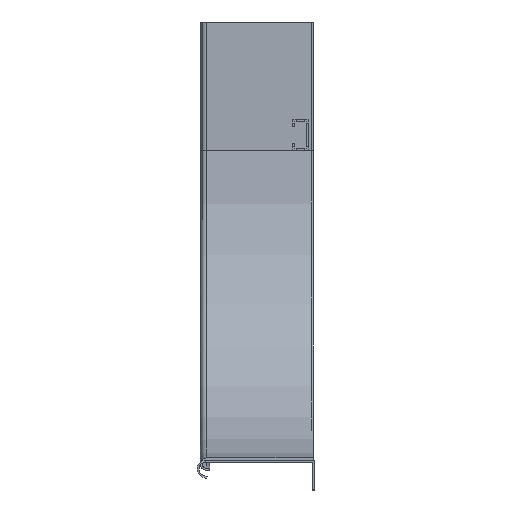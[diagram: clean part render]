
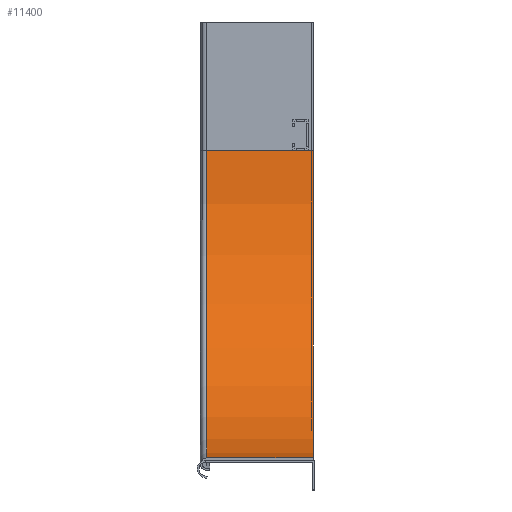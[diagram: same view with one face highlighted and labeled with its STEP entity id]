
A CAD part, left-side view. The second image highlights one B-rep face of the part: STEP entity #11400.
In plain terms, the highlighted cylindrical face has radius 300 mm (diameter 600 mm), a partial arc.
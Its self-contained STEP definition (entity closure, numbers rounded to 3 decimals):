
#458 = CARTESIAN_POINT ( 'NONE',  ( 300., 104., -125. ) ) ;
#1428 = DIRECTION ( 'NONE',  ( 0., 0., -1. ) ) ;
#1506 = DIRECTION ( 'NONE',  ( 0., 0., -1. ) ) ;
#2024 = EDGE_LOOP ( 'NONE', ( #12124, #2080, #10829, #9268 ) ) ;
#2080 = ORIENTED_EDGE ( 'NONE', *, *, #4820, .T. ) ;
#2199 = CARTESIAN_POINT ( 'NONE',  ( 300., 3., -425. ) ) ;
#2304 = CARTESIAN_POINT ( 'NONE',  ( 300., 0., -125. ) ) ;
#2438 = VECTOR ( 'NONE', #10223, 1000. ) ;
#2746 = VERTEX_POINT ( 'NONE', #3664 ) ;
#2877 = LINE ( 'NONE', #2199, #2438 ) ;
#3262 = CIRCLE ( 'NONE', #6686, 300. ) ;
#3664 = CARTESIAN_POINT ( 'NONE',  ( 300., 104., -425. ) ) ;
#3779 = DIRECTION ( 'NONE',  ( 0., 1., 0. ) ) ;
#4663 = CYLINDRICAL_SURFACE ( 'NONE', #12063, 300. ) ;
#4768 = FACE_OUTER_BOUND ( 'NONE', #2024, .T. ) ;
#4820 = EDGE_CURVE ( 'NONE', #8356, #6971, #11189, .T. ) ;
#4868 = CARTESIAN_POINT ( 'NONE',  ( 0., 0., -125. ) ) ;
#5741 = CARTESIAN_POINT ( 'NONE',  ( 0., 3., -125. ) ) ;
#6283 = CARTESIAN_POINT ( 'NONE',  ( 0., 104., -125. ) ) ;
#6686 = AXIS2_PLACEMENT_3D ( 'NONE', #458, #7470, #1506 ) ;
#6971 = VERTEX_POINT ( 'NONE', #10825 ) ;
#7378 = EDGE_CURVE ( 'NONE', #9282, #2746, #3262, .T. ) ;
#7402 = DIRECTION ( 'NONE',  ( 0., -1., 0. ) ) ;
#7470 = DIRECTION ( 'NONE',  ( 0., -1., 0. ) ) ;
#7567 = AXIS2_PLACEMENT_3D ( 'NONE', #2304, #10408, #11672 ) ;
#8356 = VERTEX_POINT ( 'NONE', #4868 ) ;
#9268 = ORIENTED_EDGE ( 'NONE', *, *, #7378, .F. ) ;
#9282 = VERTEX_POINT ( 'NONE', #6283 ) ;
#9398 = EDGE_CURVE ( 'NONE', #6971, #2746, #2877, .T. ) ;
#9424 = CARTESIAN_POINT ( 'NONE',  ( 300., 0., -125. ) ) ;
#9781 = EDGE_CURVE ( 'NONE', #8356, #9282, #12676, .T. ) ;
#10223 = DIRECTION ( 'NONE',  ( 0., 1., 0. ) ) ;
#10408 = DIRECTION ( 'NONE',  ( 0., -1., 0. ) ) ;
#10825 = CARTESIAN_POINT ( 'NONE',  ( 300., 0., -425. ) ) ;
#10829 = ORIENTED_EDGE ( 'NONE', *, *, #9398, .T. ) ;
#11189 = CIRCLE ( 'NONE', #7567, 300. ) ;
#11400 = ADVANCED_FACE ( 'NONE', ( #4768 ), #4663, .F. ) ;
#11672 = DIRECTION ( 'NONE',  ( 1., 0., 0. ) ) ;
#12063 = AXIS2_PLACEMENT_3D ( 'NONE', #9424, #7402, #1428 ) ;
#12124 = ORIENTED_EDGE ( 'NONE', *, *, #9781, .F. ) ;
#12475 = VECTOR ( 'NONE', #3779, 1000. ) ;
#12676 = LINE ( 'NONE', #5741, #12475 ) ;
